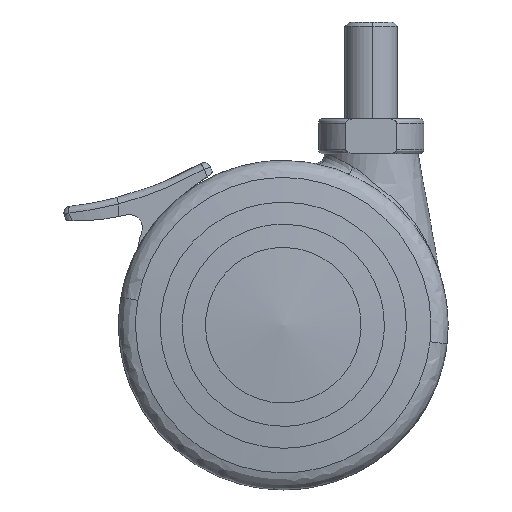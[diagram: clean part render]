
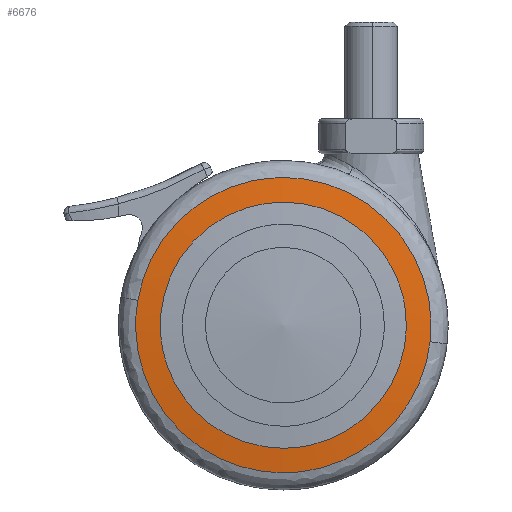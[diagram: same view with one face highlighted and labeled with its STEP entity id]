
A CAD part, front view. The second image highlights one B-rep face of the part: STEP entity #6676.
In plain terms, the highlighted free-form (B-spline) face has degree [2, 2] with [4, 4] control points.
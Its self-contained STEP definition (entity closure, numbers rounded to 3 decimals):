
#5234=CARTESIAN_POINT('',(27.804,-29.554,3.305));
#5235=VERTEX_POINT('',#5234);
#5236=CARTESIAN_POINT('',(0.0,-29.554,-28.0));
#5237=VERTEX_POINT('',#5236);
#5238=CARTESIAN_POINT('',(27.804,-29.554,3.305));
#5239=CARTESIAN_POINT('',(28.,-29.554,1.658));
#5240=CARTESIAN_POINT('',(28.0,-29.554,0.0));
#5241=CARTESIAN_POINT('',(28.,-29.554,-28.));
#5242=CARTESIAN_POINT('',(0.0,-29.554,-28.0));
#5250=(BOUNDED_CURVE()B_SPLINE_CURVE(2,(#5238,#5239,#5240,#5241,#5242),.UNSPECIFIED.,.F.,.U.)B_SPLINE_CURVE_WITH_KNOTS((3,2,3),(0.23,0.25,0.5),.UNSPECIFIED.)CURVE()GEOMETRIC_REPRESENTATION_ITEM()RATIONAL_B_SPLINE_CURVE((0.956,0.976,1.0,0.707,1.0))REPRESENTATION_ITEM(''));
#5251=EDGE_CURVE('',#5235,#5237,#5250,.T.);
#5292=CARTESIAN_POINT('',(-27.948,-29.554,-1.709));
#5293=VERTEX_POINT('',#5292);
#5299=CARTESIAN_POINT('',(0.0,-29.554,-28.0));
#5300=CARTESIAN_POINT('',(-26.34,-29.554,-28.0));
#5301=CARTESIAN_POINT('',(-27.948,-29.554,-1.709));
#5309=(BOUNDED_CURVE()B_SPLINE_CURVE(2,(#5299,#5300,#5301),.UNSPECIFIED.,.F.,.U.)B_SPLINE_CURVE_WITH_KNOTS((3,3),(0.5,0.739),.UNSPECIFIED.)CURVE()GEOMETRIC_REPRESENTATION_ITEM()RATIONAL_B_SPLINE_CURVE((1.0,0.72,0.976))REPRESENTATION_ITEM(''));
#5310=EDGE_CURVE('',#5237,#5293,#5309,.T.);
#5333=CARTESIAN_POINT('',(0.0,-29.554,28.0));
#5334=VERTEX_POINT('',#5333);
#5335=CARTESIAN_POINT('',(0.0,-29.554,28.0));
#5336=CARTESIAN_POINT('',(24.869,-29.554,28.));
#5337=CARTESIAN_POINT('',(27.804,-29.554,3.305));
#5345=(BOUNDED_CURVE()B_SPLINE_CURVE(2,(#5335,#5336,#5337),.UNSPECIFIED.,.F.,.U.)B_SPLINE_CURVE_WITH_KNOTS((3,3),(0.0,0.23),.UNSPECIFIED.)CURVE()GEOMETRIC_REPRESENTATION_ITEM()RATIONAL_B_SPLINE_CURVE((1.0,0.731,0.956))REPRESENTATION_ITEM(''));
#5346=EDGE_CURVE('',#5334,#5235,#5345,.T.);
#5348=CARTESIAN_POINT('',(-27.948,-29.554,-1.709));
#5349=CARTESIAN_POINT('',(-28.0,-29.554,-0.855));
#5350=CARTESIAN_POINT('',(-28.0,-29.554,0.0));
#5351=CARTESIAN_POINT('',(-28.,-29.554,28.));
#5352=CARTESIAN_POINT('',(0.0,-29.554,28.0));
#5360=(BOUNDED_CURVE()B_SPLINE_CURVE(2,(#5348,#5349,#5350,#5351,#5352),.UNSPECIFIED.,.F.,.U.)B_SPLINE_CURVE_WITH_KNOTS((3,2,3),(0.739,0.75,1.0),.UNSPECIFIED.)CURVE()GEOMETRIC_REPRESENTATION_ITEM()RATIONAL_B_SPLINE_CURVE((0.976,0.988,1.0,0.707,1.0))REPRESENTATION_ITEM(''));
#5361=EDGE_CURVE('',#5293,#5334,#5360,.T.);
#6208=CARTESIAN_POINT('',(-33.119,-28.858,5.696));
#6209=VERTEX_POINT('',#6208);
#6223=CARTESIAN_POINT('',(0.0,-28.858,33.605));
#6224=VERTEX_POINT('',#6223);
#6225=CARTESIAN_POINT('',(-33.119,-28.858,5.696));
#6226=CARTESIAN_POINT('',(-28.319,-28.858,33.605));
#6227=CARTESIAN_POINT('',(0.0,-28.858,33.605));
#6235=(BOUNDED_CURVE()B_SPLINE_CURVE(2,(#6225,#6226,#6227),.UNSPECIFIED.,.F.,.U.)B_SPLINE_CURVE_WITH_KNOTS((3,3),(0.779,1.0),.UNSPECIFIED.)CURVE()GEOMETRIC_REPRESENTATION_ITEM()RATIONAL_B_SPLINE_CURVE((0.94,0.741,1.0))REPRESENTATION_ITEM(''));
#6236=EDGE_CURVE('',#6209,#6224,#6235,.T.);
#6238=CARTESIAN_POINT('',(33.39,-28.858,-3.793));
#6239=VERTEX_POINT('',#6238);
#6240=CARTESIAN_POINT('',(0.0,-28.858,33.605));
#6241=CARTESIAN_POINT('',(33.605,-28.858,33.605));
#6242=CARTESIAN_POINT('',(33.605,-28.858,0.0));
#6243=CARTESIAN_POINT('',(33.605,-28.858,-1.902));
#6244=CARTESIAN_POINT('',(33.39,-28.858,-3.793));
#6252=(BOUNDED_CURVE()B_SPLINE_CURVE(2,(#6240,#6241,#6242,#6243,#6244),.UNSPECIFIED.,.F.,.U.)B_SPLINE_CURVE_WITH_KNOTS((3,2,3),(0.0,0.25,0.27),.UNSPECIFIED.)CURVE()GEOMETRIC_REPRESENTATION_ITEM()RATIONAL_B_SPLINE_CURVE((1.0,0.707,1.0,0.977,0.958))REPRESENTATION_ITEM(''));
#6253=EDGE_CURVE('',#6224,#6239,#6252,.T.);
#6306=CARTESIAN_POINT('',(0.0,-28.858,-33.605));
#6307=VERTEX_POINT('',#6306);
#6308=CARTESIAN_POINT('',(33.39,-28.858,-3.793));
#6309=CARTESIAN_POINT('',(30.004,-28.858,-33.605));
#6310=CARTESIAN_POINT('',(0.0,-28.858,-33.605));
#6318=(BOUNDED_CURVE()B_SPLINE_CURVE(2,(#6308,#6309,#6310),.UNSPECIFIED.,.F.,.U.)B_SPLINE_CURVE_WITH_KNOTS((3,3),(0.27,0.5),.UNSPECIFIED.)CURVE()GEOMETRIC_REPRESENTATION_ITEM()RATIONAL_B_SPLINE_CURVE((0.958,0.73,1.0))REPRESENTATION_ITEM(''));
#6319=EDGE_CURVE('',#6239,#6307,#6318,.T.);
#6321=CARTESIAN_POINT('',(0.0,-28.858,-33.605));
#6322=CARTESIAN_POINT('',(-33.605,-28.858,-33.605));
#6323=CARTESIAN_POINT('',(-33.605,-28.858,0.0));
#6324=CARTESIAN_POINT('',(-33.605,-28.858,2.869));
#6325=CARTESIAN_POINT('',(-33.119,-28.858,5.696));
#6333=(BOUNDED_CURVE()B_SPLINE_CURVE(2,(#6321,#6322,#6323,#6324,#6325),.UNSPECIFIED.,.F.,.U.)B_SPLINE_CURVE_WITH_KNOTS((3,2,3),(0.5,0.75,0.779),.UNSPECIFIED.)CURVE()GEOMETRIC_REPRESENTATION_ITEM()RATIONAL_B_SPLINE_CURVE((1.0,0.707,1.0,0.966,0.94))REPRESENTATION_ITEM(''));
#6334=EDGE_CURVE('',#6307,#6209,#6333,.T.);
#6640=CARTESIAN_POINT('',(-36.725,-25.673,-36.725));
#6641=CARTESIAN_POINT('',(-18.463,-28.385,-36.927));
#6642=CARTESIAN_POINT('',(18.463,-28.385,-36.927));
#6643=CARTESIAN_POINT('',(36.725,-25.673,-36.725));
#6644=CARTESIAN_POINT('',(-36.927,-28.385,-18.463));
#6645=CARTESIAN_POINT('',(-18.565,-31.127,-18.565));
#6646=CARTESIAN_POINT('',(18.565,-31.127,-18.565));
#6647=CARTESIAN_POINT('',(36.927,-28.385,-18.463));
#6648=CARTESIAN_POINT('',(-36.927,-28.385,18.463));
#6649=CARTESIAN_POINT('',(-18.565,-31.127,18.565));
#6650=CARTESIAN_POINT('',(18.565,-31.127,18.565));
#6651=CARTESIAN_POINT('',(36.927,-28.385,18.463));
#6652=CARTESIAN_POINT('',(-36.725,-25.673,36.725));
#6653=CARTESIAN_POINT('',(-18.463,-28.385,36.927));
#6654=CARTESIAN_POINT('',(18.463,-28.385,36.927));
#6655=CARTESIAN_POINT('',(36.725,-25.673,36.725));
#6663=(BOUNDED_SURFACE()B_SPLINE_SURFACE(2,2,((#6640,#6644,#6648,#6652),(#6641,#6645,#6649,#6653),(#6642,#6646,#6650,#6654),(#6643,#6647,#6651,#6655)),.UNSPECIFIED.,.F.,.F.,.U.)B_SPLINE_SURFACE_WITH_KNOTS((3,1,3),(3,1,3),(77.772,113.912,150.052),(77.772,113.912,150.053),.UNSPECIFIED.)GEOMETRIC_REPRESENTATION_ITEM()RATIONAL_B_SPLINE_SURFACE(((1.011,1.006,1.006,1.011),(1.006,1.0,1.0,1.006),(1.006,1.0,1.0,1.006),(1.011,1.006,1.006,1.011)))REPRESENTATION_ITEM('')SURFACE());
#6664=ORIENTED_EDGE('',*,*,#6236,.F.);
#6665=ORIENTED_EDGE('',*,*,#6334,.F.);
#6666=ORIENTED_EDGE('',*,*,#6319,.F.);
#6667=ORIENTED_EDGE('',*,*,#6253,.F.);
#6668=EDGE_LOOP('',(#6664,#6665,#6666,#6667));
#6669=FACE_OUTER_BOUND('',#6668,.T.);
#6670=ORIENTED_EDGE('',*,*,#5310,.T.);
#6671=ORIENTED_EDGE('',*,*,#5361,.T.);
#6672=ORIENTED_EDGE('',*,*,#5346,.T.);
#6673=ORIENTED_EDGE('',*,*,#5251,.T.);
#6674=EDGE_LOOP('',(#6670,#6671,#6672,#6673));
#6675=FACE_BOUND('',#6674,.T.);
#6676=ADVANCED_FACE('',(#6669,#6675),#6663,.T.);
